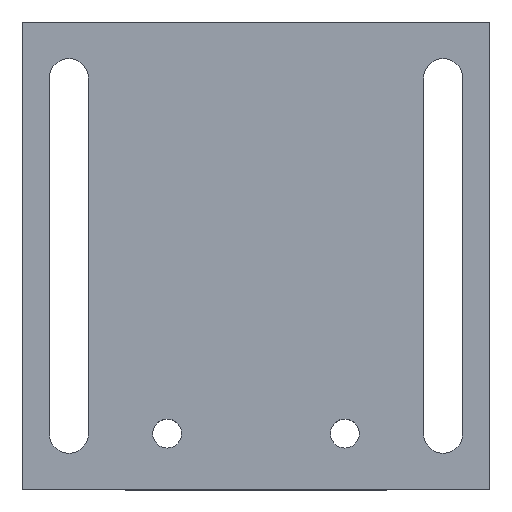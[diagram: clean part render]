
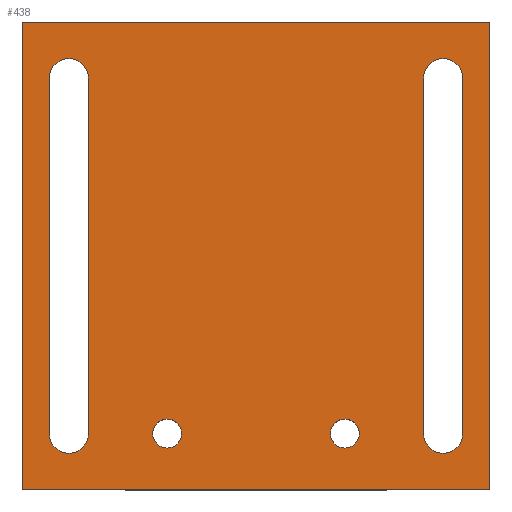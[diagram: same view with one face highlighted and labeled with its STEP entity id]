
A CAD part, top view. The second image highlights one B-rep face of the part: STEP entity #438.
In plain terms, the highlighted planar face has unit normal (0, 0, 1).
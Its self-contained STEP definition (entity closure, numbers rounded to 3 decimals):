
#2 = CARTESIAN_POINT ( 'NONE',  ( 22.5, 22., 8. ) ) ;
#14 = CARTESIAN_POINT ( 'NONE',  ( 1.45, 12.5, 8. ) ) ;
#18 = AXIS2_PLACEMENT_3D ( 'NONE', #43, #347, #752 ) ;
#21 = CARTESIAN_POINT ( 'NONE',  ( 0., 0., 8. ) ) ;
#23 = CARTESIAN_POINT ( 'NONE',  ( 17.25, 3., 8. ) ) ;
#24 = CARTESIAN_POINT ( 'NONE',  ( 23.55, 12.5, 8. ) ) ;
#29 = ORIENTED_EDGE ( 'NONE', *, *, #87, .T. ) ;
#35 = CARTESIAN_POINT ( 'NONE',  ( 3.55, 12.5, 8. ) ) ;
#39 = CIRCLE ( 'NONE', #56, 0.775 ) ;
#40 = CARTESIAN_POINT ( 'NONE',  ( 7.75, 3., 8. ) ) ;
#43 = CARTESIAN_POINT ( 'NONE',  ( 22.5, 3., 8. ) ) ;
#44 = CIRCLE ( 'NONE', #626, 0.775 ) ;
#47 = CARTESIAN_POINT ( 'NONE',  ( 7.75, 3., 8. ) ) ;
#53 = LINE ( 'NONE', #295, #73 ) ;
#56 = AXIS2_PLACEMENT_3D ( 'NONE', #23, #247, #227 ) ;
#57 = DIRECTION ( 'NONE',  ( 1., 0., 0. ) ) ;
#58 = EDGE_CURVE ( 'NONE', #620, #692, #683, .T. ) ;
#62 = DIRECTION ( 'NONE',  ( 1., 0., 0. ) ) ;
#65 = ORIENTED_EDGE ( 'NONE', *, *, #104, .T. ) ;
#68 = AXIS2_PLACEMENT_3D ( 'NONE', #383, #386, #57 ) ;
#73 = VECTOR ( 'NONE', #358, 1000. ) ;
#77 = VERTEX_POINT ( 'NONE', #643 ) ;
#78 = VERTEX_POINT ( 'NONE', #592 ) ;
#82 = FACE_BOUND ( 'NONE', #581, .T. ) ;
#86 = DIRECTION ( 'NONE',  ( 0., -1., 0. ) ) ;
#87 = EDGE_CURVE ( 'NONE', #663, #507, #53, .T. ) ;
#94 = AXIS2_PLACEMENT_3D ( 'NONE', #47, #487, #755 ) ;
#95 = CARTESIAN_POINT ( 'NONE',  ( 3.55, 22., 8. ) ) ;
#97 = DIRECTION ( 'NONE',  ( 1., 0., 0. ) ) ;
#104 = EDGE_CURVE ( 'NONE', #652, #119, #570, .T. ) ;
#112 = DIRECTION ( 'NONE',  ( -1., 0., 0. ) ) ;
#114 = LINE ( 'NONE', #410, #195 ) ;
#117 = CARTESIAN_POINT ( 'NONE',  ( 17.25, 3., 8. ) ) ;
#118 = ORIENTED_EDGE ( 'NONE', *, *, #272, .T. ) ;
#119 = VERTEX_POINT ( 'NONE', #420 ) ;
#122 = VERTEX_POINT ( 'NONE', #350 ) ;
#124 = LINE ( 'NONE', #14, #583 ) ;
#127 = ORIENTED_EDGE ( 'NONE', *, *, #184, .T. ) ;
#129 = LINE ( 'NONE', #427, #586 ) ;
#130 = EDGE_CURVE ( 'NONE', #390, #185, #334, .T. ) ;
#132 = AXIS2_PLACEMENT_3D ( 'NONE', #2, #338, #97 ) ;
#138 = DIRECTION ( 'NONE',  ( 0., 0., -1. ) ) ;
#145 = CIRCLE ( 'NONE', #159, 1.05 ) ;
#148 = ORIENTED_EDGE ( 'NONE', *, *, #331, .T. ) ;
#149 = EDGE_CURVE ( 'NONE', #119, #652, #642, .T. ) ;
#155 = LINE ( 'NONE', #35, #462 ) ;
#159 = AXIS2_PLACEMENT_3D ( 'NONE', #384, #517, #314 ) ;
#166 = EDGE_CURVE ( 'NONE', #507, #249, #425, .T. ) ;
#171 = CARTESIAN_POINT ( 'NONE',  ( 21.45, 3., 8. ) ) ;
#183 = CARTESIAN_POINT ( 'NONE',  ( 21.45, 22., 8. ) ) ;
#184 = EDGE_CURVE ( 'NONE', #249, #415, #129, .T. ) ;
#185 = VERTEX_POINT ( 'NONE', #171 ) ;
#186 = CARTESIAN_POINT ( 'NONE',  ( 0., 25., 8. ) ) ;
#189 = EDGE_CURVE ( 'NONE', #185, #620, #215, .T. ) ;
#195 = VECTOR ( 'NONE', #439, 1000. ) ;
#196 = VERTEX_POINT ( 'NONE', #632 ) ;
#215 = LINE ( 'NONE', #274, #601 ) ;
#224 = DIRECTION ( 'NONE',  ( 0., -1., 0. ) ) ;
#226 = EDGE_CURVE ( 'NONE', #352, #312, #155, .T. ) ;
#227 = DIRECTION ( 'NONE',  ( 1., 0., 0. ) ) ;
#247 = DIRECTION ( 'NONE',  ( 0., 0., -1. ) ) ;
#249 = VERTEX_POINT ( 'NONE', #342 ) ;
#256 = ORIENTED_EDGE ( 'NONE', *, *, #612, .T. ) ;
#266 = DIRECTION ( 'NONE',  ( 0., 0., -1. ) ) ;
#272 = EDGE_CURVE ( 'NONE', #78, #352, #551, .T. ) ;
#274 = CARTESIAN_POINT ( 'NONE',  ( 21.45, 12.5, 8. ) ) ;
#282 = CARTESIAN_POINT ( 'NONE',  ( 2.5, 22., 8. ) ) ;
#289 = ORIENTED_EDGE ( 'NONE', *, *, #407, .T. ) ;
#295 = CARTESIAN_POINT ( 'NONE',  ( 12.5, 0., 8. ) ) ;
#298 = DIRECTION ( 'NONE',  ( 1., 0., 0. ) ) ;
#307 = CARTESIAN_POINT ( 'NONE',  ( 23.55, 22., 8. ) ) ;
#312 = VERTEX_POINT ( 'NONE', #681 ) ;
#314 = DIRECTION ( 'NONE',  ( 1., 0., 0. ) ) ;
#319 = ORIENTED_EDGE ( 'NONE', *, *, #226, .T. ) ;
#327 = ORIENTED_EDGE ( 'NONE', *, *, #166, .T. ) ;
#328 = ORIENTED_EDGE ( 'NONE', *, *, #544, .T. ) ;
#331 = EDGE_CURVE ( 'NONE', #415, #663, #114, .T. ) ;
#334 = CIRCLE ( 'NONE', #18, 1.05 ) ;
#338 = DIRECTION ( 'NONE',  ( 0., 0., -1. ) ) ;
#342 = CARTESIAN_POINT ( 'NONE',  ( 25., 25., 8. ) ) ;
#343 = DIRECTION ( 'NONE',  ( 0., 0., -1. ) ) ;
#347 = DIRECTION ( 'NONE',  ( 0., 0., -1. ) ) ;
#350 = CARTESIAN_POINT ( 'NONE',  ( 16.475, 3., 8. ) ) ;
#352 = VERTEX_POINT ( 'NONE', #95 ) ;
#358 = DIRECTION ( 'NONE',  ( 1., 0., 0. ) ) ;
#381 = CARTESIAN_POINT ( 'NONE',  ( 25., 0., 8. ) ) ;
#383 = CARTESIAN_POINT ( 'NONE',  ( 12.5, 12.5, 8. ) ) ;
#384 = CARTESIAN_POINT ( 'NONE',  ( 2.5, 3., 8. ) ) ;
#386 = DIRECTION ( 'NONE',  ( 0., 0., 1. ) ) ;
#390 = VERTEX_POINT ( 'NONE', #514 ) ;
#407 = EDGE_CURVE ( 'NONE', #122, #196, #44, .T. ) ;
#410 = CARTESIAN_POINT ( 'NONE',  ( 0., 12.5, 8. ) ) ;
#411 = FACE_BOUND ( 'NONE', #535, .T. ) ;
#413 = CARTESIAN_POINT ( 'NONE',  ( 25., 12.5, 8. ) ) ;
#415 = VERTEX_POINT ( 'NONE', #186 ) ;
#416 = AXIS2_PLACEMENT_3D ( 'NONE', #282, #266, #62 ) ;
#420 = CARTESIAN_POINT ( 'NONE',  ( 8.525, 3., 8. ) ) ;
#425 = LINE ( 'NONE', #413, #697 ) ;
#427 = CARTESIAN_POINT ( 'NONE',  ( 12.5, 25., 8. ) ) ;
#438 = ADVANCED_FACE ( 'NONE', ( #475, #543, #411, #684, #82 ), #726, .T. ) ;
#439 = DIRECTION ( 'NONE',  ( 0., -1., 0. ) ) ;
#451 = CARTESIAN_POINT ( 'NONE',  ( 6.975, 3., 8. ) ) ;
#462 = VECTOR ( 'NONE', #224, 1000. ) ;
#466 = EDGE_CURVE ( 'NONE', #196, #122, #39, .T. ) ;
#475 = FACE_OUTER_BOUND ( 'NONE', #519, .T. ) ;
#487 = DIRECTION ( 'NONE',  ( 0., 0., -1. ) ) ;
#507 = VERTEX_POINT ( 'NONE', #381 ) ;
#514 = CARTESIAN_POINT ( 'NONE',  ( 23.55, 3., 8. ) ) ;
#517 = DIRECTION ( 'NONE',  ( 0., 0., -1. ) ) ;
#519 = EDGE_LOOP ( 'NONE', ( #127, #148, #29, #327 ) ) ;
#535 = EDGE_LOOP ( 'NONE', ( #711, #65 ) ) ;
#543 = FACE_BOUND ( 'NONE', #669, .T. ) ;
#544 = EDGE_CURVE ( 'NONE', #312, #77, #145, .T. ) ;
#551 = CIRCLE ( 'NONE', #416, 1.05 ) ;
#570 = CIRCLE ( 'NONE', #94, 0.775 ) ;
#577 = EDGE_CURVE ( 'NONE', #692, #390, #599, .T. ) ;
#581 = EDGE_LOOP ( 'NONE', ( #709, #289 ) ) ;
#583 = VECTOR ( 'NONE', #724, 1000. ) ;
#585 = ORIENTED_EDGE ( 'NONE', *, *, #189, .T. ) ;
#586 = VECTOR ( 'NONE', #112, 1000. ) ;
#592 = CARTESIAN_POINT ( 'NONE',  ( 1.45, 22., 8. ) ) ;
#599 = LINE ( 'NONE', #24, #615 ) ;
#601 = VECTOR ( 'NONE', #634, 1000. ) ;
#612 = EDGE_CURVE ( 'NONE', #77, #78, #124, .T. ) ;
#615 = VECTOR ( 'NONE', #86, 1000. ) ;
#617 = ORIENTED_EDGE ( 'NONE', *, *, #130, .T. ) ;
#619 = EDGE_LOOP ( 'NONE', ( #328, #256, #118, #319 ) ) ;
#620 = VERTEX_POINT ( 'NONE', #183 ) ;
#626 = AXIS2_PLACEMENT_3D ( 'NONE', #117, #138, #298 ) ;
#632 = CARTESIAN_POINT ( 'NONE',  ( 18.025, 3., 8. ) ) ;
#634 = DIRECTION ( 'NONE',  ( 0., 1., 0. ) ) ;
#641 = DIRECTION ( 'NONE',  ( 0., 1., 0. ) ) ;
#642 = CIRCLE ( 'NONE', #696, 0.775 ) ;
#643 = CARTESIAN_POINT ( 'NONE',  ( 1.45, 3., 8. ) ) ;
#652 = VERTEX_POINT ( 'NONE', #451 ) ;
#663 = VERTEX_POINT ( 'NONE', #21 ) ;
#669 = EDGE_LOOP ( 'NONE', ( #617, #585, #757, #707 ) ) ;
#681 = CARTESIAN_POINT ( 'NONE',  ( 3.55, 3., 8. ) ) ;
#683 = CIRCLE ( 'NONE', #132, 1.05 ) ;
#684 = FACE_BOUND ( 'NONE', #619, .T. ) ;
#692 = VERTEX_POINT ( 'NONE', #307 ) ;
#696 = AXIS2_PLACEMENT_3D ( 'NONE', #40, #343, #749 ) ;
#697 = VECTOR ( 'NONE', #641, 1000. ) ;
#707 = ORIENTED_EDGE ( 'NONE', *, *, #577, .T. ) ;
#709 = ORIENTED_EDGE ( 'NONE', *, *, #466, .T. ) ;
#711 = ORIENTED_EDGE ( 'NONE', *, *, #149, .T. ) ;
#724 = DIRECTION ( 'NONE',  ( 0., 1., 0. ) ) ;
#726 = PLANE ( 'NONE',  #68 ) ;
#749 = DIRECTION ( 'NONE',  ( 1., 0., 0. ) ) ;
#752 = DIRECTION ( 'NONE',  ( 1., 0., 0. ) ) ;
#755 = DIRECTION ( 'NONE',  ( 1., 0., 0. ) ) ;
#757 = ORIENTED_EDGE ( 'NONE', *, *, #58, .T. ) ;
